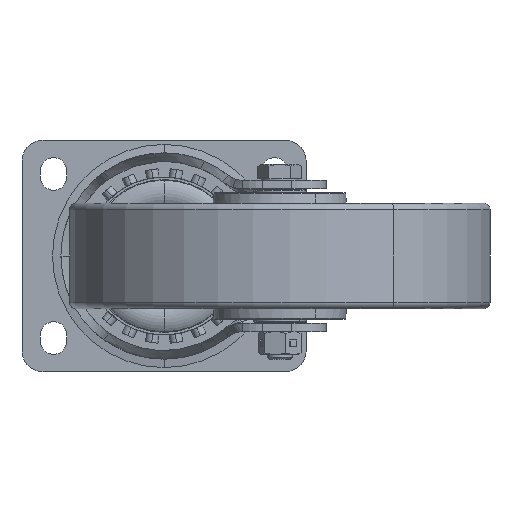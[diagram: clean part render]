
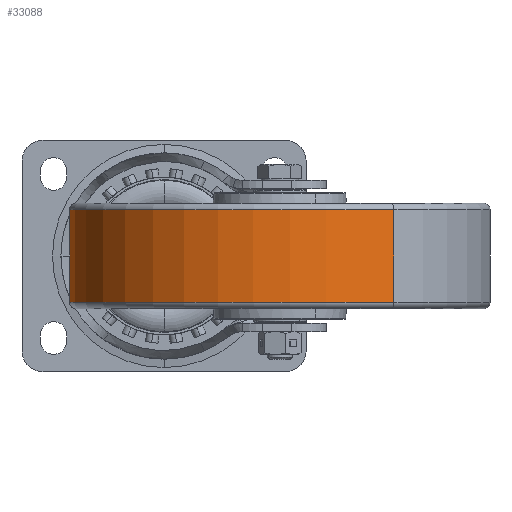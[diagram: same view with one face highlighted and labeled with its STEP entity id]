
A CAD part, front view. The second image highlights one B-rep face of the part: STEP entity #33088.
In plain terms, the highlighted cylindrical face has radius 100 mm (diameter 200 mm), a partial arc.
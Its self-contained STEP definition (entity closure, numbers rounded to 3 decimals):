
#1111 = VERTEX_POINT ( 'NONE', #25016 ) ;
#1131 = DIRECTION ( 'NONE',  ( 0.542, -0.84, 0. ) ) ;
#2251 = CARTESIAN_POINT ( 'NONE',  ( 55., -122.98, -25.133 ) ) ;
#2532 = DIRECTION ( 'NONE',  ( 0., 0., -1. ) ) ;
#2543 = LINE ( 'NONE', #8173, #16786 ) ;
#4059 = AXIS2_PLACEMENT_3D ( 'NONE', #18241, #9848, #1131 ) ;
#8173 = CARTESIAN_POINT ( 'NONE',  ( 0.801, -38.941, -25.133 ) ) ;
#8757 = DIRECTION ( 'NONE',  ( -0.542, 0.84, 0. ) ) ;
#9848 = DIRECTION ( 'NONE',  ( 0., 0., 1. ) ) ;
#9910 = DIRECTION ( 'NONE',  ( 0., 0., -1. ) ) ;
#10140 = CARTESIAN_POINT ( 'NONE',  ( 0.801, -38.941, -22. ) ) ;
#11468 = VERTEX_POINT ( 'NONE', #33223 ) ;
#13805 = ORIENTED_EDGE ( 'NONE', *, *, #20543, .T. ) ;
#16786 = VECTOR ( 'NONE', #2532, 1000. ) ;
#17372 = DIRECTION ( 'NONE',  ( 0., 0., -1. ) ) ;
#17928 = LINE ( 'NONE', #27859, #36976 ) ;
#18004 = FACE_OUTER_BOUND ( 'NONE', #19171, .T. ) ;
#18241 = CARTESIAN_POINT ( 'NONE',  ( 55., -122.98, -22. ) ) ;
#18507 = CYLINDRICAL_SURFACE ( 'NONE', #31751, 100. ) ;
#18938 = VERTEX_POINT ( 'NONE', #10140 ) ;
#19171 = EDGE_LOOP ( 'NONE', ( #23591, #35903, #13805, #25222 ) ) ;
#19912 = DIRECTION ( 'NONE',  ( -0.542, 0.84, 0. ) ) ;
#20543 = EDGE_CURVE ( 'NONE', #36911, #18938, #2543, .T. ) ;
#21357 = AXIS2_PLACEMENT_3D ( 'NONE', #23759, #17372, #8757 ) ;
#22806 = CARTESIAN_POINT ( 'NONE',  ( 0.801, -38.941, 22. ) ) ;
#23591 = ORIENTED_EDGE ( 'NONE', *, *, #29220, .F. ) ;
#23759 = CARTESIAN_POINT ( 'NONE',  ( 55., -122.98, 22. ) ) ;
#23886 = CIRCLE ( 'NONE', #4059, 100. ) ;
#24191 = EDGE_CURVE ( 'NONE', #18938, #11468, #23886, .T. ) ;
#25016 = CARTESIAN_POINT ( 'NONE',  ( 109.199, -207.019, 22. ) ) ;
#25222 = ORIENTED_EDGE ( 'NONE', *, *, #24191, .T. ) ;
#25276 = EDGE_CURVE ( 'NONE', #1111, #36911, #37468, .T. ) ;
#27859 = CARTESIAN_POINT ( 'NONE',  ( 109.199, -207.019, -25.133 ) ) ;
#28879 = DIRECTION ( 'NONE',  ( 0., 0., -1. ) ) ;
#29220 = EDGE_CURVE ( 'NONE', #1111, #11468, #17928, .T. ) ;
#31751 = AXIS2_PLACEMENT_3D ( 'NONE', #2251, #28879, #19912 ) ;
#33088 = ADVANCED_FACE ( 'NONE', ( #18004 ), #18507, .T. ) ;
#33223 = CARTESIAN_POINT ( 'NONE',  ( 109.199, -207.019, -22. ) ) ;
#35903 = ORIENTED_EDGE ( 'NONE', *, *, #25276, .T. ) ;
#36911 = VERTEX_POINT ( 'NONE', #22806 ) ;
#36976 = VECTOR ( 'NONE', #9910, 1000. ) ;
#37468 = CIRCLE ( 'NONE', #21357, 100. ) ;
